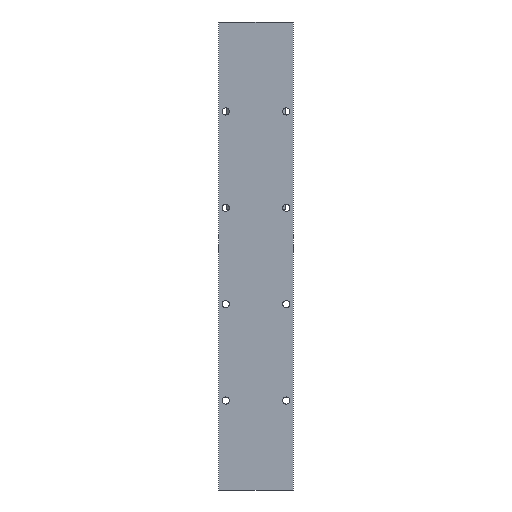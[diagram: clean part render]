
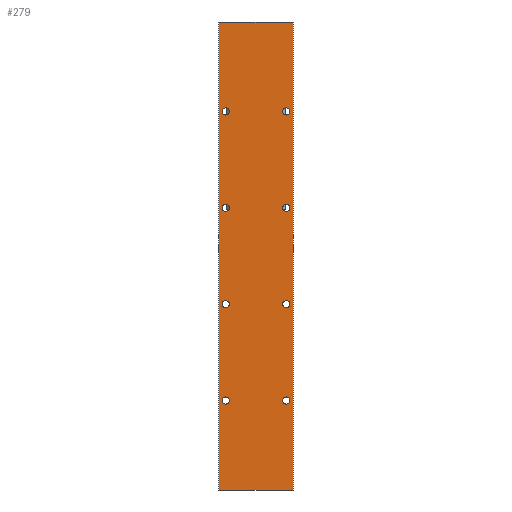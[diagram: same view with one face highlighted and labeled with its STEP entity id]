
A CAD part, front view. The second image highlights one B-rep face of the part: STEP entity #279.
In plain terms, the highlighted planar face has unit normal (0, -1, 0).
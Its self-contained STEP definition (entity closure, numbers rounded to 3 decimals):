
#279 = ADVANCED_FACE( '', ( #745, #746, #747, #748, #749, #750, #751, #752, #753 ), #754, .F. );
#745 = FACE_BOUND( '', #1478, .T. );
#746 = FACE_BOUND( '', #1479, .T. );
#747 = FACE_BOUND( '', #1480, .T. );
#748 = FACE_BOUND( '', #1481, .T. );
#749 = FACE_BOUND( '', #1482, .T. );
#750 = FACE_BOUND( '', #1483, .T. );
#751 = FACE_BOUND( '', #1484, .T. );
#752 = FACE_BOUND( '', #1485, .T. );
#753 = FACE_OUTER_BOUND( '', #1486, .T. );
#754 = PLANE( '', #1487 );
#1478 = EDGE_LOOP( '', ( #2299 ) );
#1479 = EDGE_LOOP( '', ( #2300 ) );
#1480 = EDGE_LOOP( '', ( #2301 ) );
#1481 = EDGE_LOOP( '', ( #2302 ) );
#1482 = EDGE_LOOP( '', ( #2303 ) );
#1483 = EDGE_LOOP( '', ( #2304 ) );
#1484 = EDGE_LOOP( '', ( #2305 ) );
#1485 = EDGE_LOOP( '', ( #2306 ) );
#1486 = EDGE_LOOP( '', ( #2307, #2308, #2309, #2310 ) );
#1487 = AXIS2_PLACEMENT_3D( '', #2311, #2312, #2313 );
#2299 = ORIENTED_EDGE( '', *, *, #4153, .T. );
#2300 = ORIENTED_EDGE( '', *, *, #4154, .T. );
#2301 = ORIENTED_EDGE( '', *, *, #4155, .F. );
#2302 = ORIENTED_EDGE( '', *, *, #4156, .F. );
#2303 = ORIENTED_EDGE( '', *, *, #4157, .F. );
#2304 = ORIENTED_EDGE( '', *, *, #4158, .F. );
#2305 = ORIENTED_EDGE( '', *, *, #4159, .T. );
#2306 = ORIENTED_EDGE( '', *, *, #4160, .T. );
#2307 = ORIENTED_EDGE( '', *, *, #4161, .T. );
#2308 = ORIENTED_EDGE( '', *, *, #4162, .F. );
#2309 = ORIENTED_EDGE( '', *, *, #4163, .F. );
#2310 = ORIENTED_EDGE( '', *, *, #4164, .T. );
#2311 = CARTESIAN_POINT( '', ( -27., 0., 170. ) );
#2312 = DIRECTION( '', ( 0., 1., 0. ) );
#2313 = DIRECTION( '', ( -1., 0., 0. ) );
#4153 = EDGE_CURVE( '', #4979, #4979, #4980, .T. );
#4154 = EDGE_CURVE( '', #4981, #4981, #4982, .T. );
#4155 = EDGE_CURVE( '', #4983, #4983, #4984, .T. );
#4156 = EDGE_CURVE( '', #4985, #4985, #4986, .T. );
#4157 = EDGE_CURVE( '', #4987, #4987, #4988, .T. );
#4158 = EDGE_CURVE( '', #4989, #4989, #4990, .T. );
#4159 = EDGE_CURVE( '', #4991, #4991, #4992, .T. );
#4160 = EDGE_CURVE( '', #4993, #4993, #4994, .T. );
#4161 = EDGE_CURVE( '', #4995, #4996, #4997, .T. );
#4162 = EDGE_CURVE( '', #4998, #4996, #4999, .T. );
#4163 = EDGE_CURVE( '', #5000, #4998, #5001, .T. );
#4164 = EDGE_CURVE( '', #5000, #4995, #5002, .T. );
#4979 = VERTEX_POINT( '', #6145 );
#4980 = CIRCLE( '', #6146, 2.6 );
#4981 = VERTEX_POINT( '', #6147 );
#4982 = CIRCLE( '', #6148, 2.6 );
#4983 = VERTEX_POINT( '', #6149 );
#4984 = CIRCLE( '', #6150, 2.6 );
#4985 = VERTEX_POINT( '', #6151 );
#4986 = CIRCLE( '', #6152, 2.6 );
#4987 = VERTEX_POINT( '', #6153 );
#4988 = CIRCLE( '', #6154, 2.6 );
#4989 = VERTEX_POINT( '', #6155 );
#4990 = CIRCLE( '', #6156, 2.6 );
#4991 = VERTEX_POINT( '', #6157 );
#4992 = CIRCLE( '', #6158, 2.6 );
#4993 = VERTEX_POINT( '', #6159 );
#4994 = CIRCLE( '', #6160, 2.6 );
#4995 = VERTEX_POINT( '', #6161 );
#4996 = VERTEX_POINT( '', #6162 );
#4997 = LINE( '', #6163, #6164 );
#4998 = VERTEX_POINT( '', #6165 );
#4999 = LINE( '', #6166, #6167 );
#5000 = VERTEX_POINT( '', #6168 );
#5001 = LINE( '', #6169, #6170 );
#5002 = LINE( '', #6171, #6172 );
#6145 = CARTESIAN_POINT( '', ( -22., 0., 107.6 ) );
#6146 = AXIS2_PLACEMENT_3D( '', #7634, #7635, #7636 );
#6147 = CARTESIAN_POINT( '', ( -22., 0., 37.6 ) );
#6148 = AXIS2_PLACEMENT_3D( '', #7637, #7638, #7639 );
#6149 = CARTESIAN_POINT( '', ( -22., 0., -107.6 ) );
#6150 = AXIS2_PLACEMENT_3D( '', #7640, #7641, #7642 );
#6151 = CARTESIAN_POINT( '', ( -22., 0., -37.6 ) );
#6152 = AXIS2_PLACEMENT_3D( '', #7643, #7644, #7645 );
#6153 = CARTESIAN_POINT( '', ( 22., 0., 107.6 ) );
#6154 = AXIS2_PLACEMENT_3D( '', #7646, #7647, #7648 );
#6155 = CARTESIAN_POINT( '', ( 22., 0., 37.6 ) );
#6156 = AXIS2_PLACEMENT_3D( '', #7649, #7650, #7651 );
#6157 = CARTESIAN_POINT( '', ( 22., 0., -107.6 ) );
#6158 = AXIS2_PLACEMENT_3D( '', #7652, #7653, #7654 );
#6159 = CARTESIAN_POINT( '', ( 22., 0., -37.6 ) );
#6160 = AXIS2_PLACEMENT_3D( '', #7655, #7656, #7657 );
#6161 = CARTESIAN_POINT( '', ( -27., 0., -170. ) );
#6162 = CARTESIAN_POINT( '', ( 27., 0., -170. ) );
#6163 = CARTESIAN_POINT( '', ( -27., 0., -170. ) );
#6164 = VECTOR( '', #7658, 1000. );
#6165 = CARTESIAN_POINT( '', ( 27., 0., 170. ) );
#6166 = CARTESIAN_POINT( '', ( 27., 0., 170. ) );
#6167 = VECTOR( '', #7659, 1000. );
#6168 = CARTESIAN_POINT( '', ( -27., 0., 170. ) );
#6169 = CARTESIAN_POINT( '', ( -27., 0., 170. ) );
#6170 = VECTOR( '', #7660, 1000. );
#6171 = CARTESIAN_POINT( '', ( -27., 0., 170. ) );
#6172 = VECTOR( '', #7661, 1000. );
#7634 = CARTESIAN_POINT( '', ( -22., 0., 105. ) );
#7635 = DIRECTION( '', ( 0., 1., 0. ) );
#7636 = DIRECTION( '', ( 0., 0., 1. ) );
#7637 = CARTESIAN_POINT( '', ( -22., 0., 35. ) );
#7638 = DIRECTION( '', ( 0., 1., 0. ) );
#7639 = DIRECTION( '', ( 0., 0., 1. ) );
#7640 = CARTESIAN_POINT( '', ( -22., 0., -105. ) );
#7641 = DIRECTION( '', ( 0., -1., 0. ) );
#7642 = DIRECTION( '', ( 0., 0., -1. ) );
#7643 = CARTESIAN_POINT( '', ( -22., 0., -35. ) );
#7644 = DIRECTION( '', ( 0., -1., 0. ) );
#7645 = DIRECTION( '', ( 0., 0., -1. ) );
#7646 = CARTESIAN_POINT( '', ( 22., 0., 105. ) );
#7647 = DIRECTION( '', ( 0., -1., 0. ) );
#7648 = DIRECTION( '', ( 0., 0., 1. ) );
#7649 = CARTESIAN_POINT( '', ( 22., 0., 35. ) );
#7650 = DIRECTION( '', ( 0., -1., 0. ) );
#7651 = DIRECTION( '', ( 0., 0., 1. ) );
#7652 = CARTESIAN_POINT( '', ( 22., 0., -105. ) );
#7653 = DIRECTION( '', ( 0., 1., 0. ) );
#7654 = DIRECTION( '', ( 0., 0., -1. ) );
#7655 = CARTESIAN_POINT( '', ( 22., 0., -35. ) );
#7656 = DIRECTION( '', ( 0., 1., 0. ) );
#7657 = DIRECTION( '', ( 0., 0., -1. ) );
#7658 = DIRECTION( '', ( 1., 0., 0. ) );
#7659 = DIRECTION( '', ( 0., 0., -1. ) );
#7660 = DIRECTION( '', ( 1., 0., 0. ) );
#7661 = DIRECTION( '', ( 0., 0., -1. ) );
